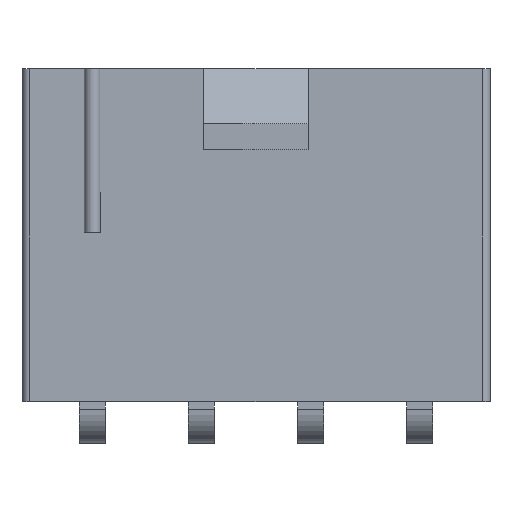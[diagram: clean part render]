
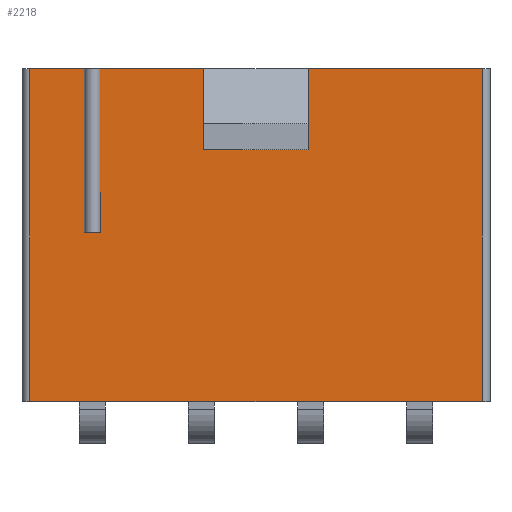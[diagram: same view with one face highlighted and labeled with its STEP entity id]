
A CAD part, top view. The second image highlights one B-rep face of the part: STEP entity #2218.
In plain terms, the highlighted planar face has unit normal (0, 0, 1).
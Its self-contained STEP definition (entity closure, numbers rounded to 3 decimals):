
#1831=CARTESIAN_POINT('',(8.7,13.9,5.8));
#1832=VERTEX_POINT('',#1831);
#1833=CARTESIAN_POINT('',(2.,13.9,5.8));
#1834=VERTEX_POINT('',#1833);
#1835=CARTESIAN_POINT('',(8.7,13.9,5.8));
#1836=DIRECTION('',(-1.0,0.0,0.0));
#1837=VECTOR('',#1836,6.7);
#1838=LINE('',#1835,#1837);
#1839=EDGE_CURVE('',#1832,#1834,#1838,.T.);
#1892=CARTESIAN_POINT('',(-8.7,13.9,5.8));
#1893=VERTEX_POINT('',#1892);
#1901=CARTESIAN_POINT('',(-6.6,13.9,5.8));
#1902=VERTEX_POINT('',#1901);
#1903=CARTESIAN_POINT('',(-6.6,13.9,5.8));
#1904=DIRECTION('',(-1.0,0.0,0.0));
#1905=VECTOR('',#1904,2.1);
#1906=LINE('',#1903,#1905);
#1907=EDGE_CURVE('',#1902,#1893,#1906,.T.);
#1909=CARTESIAN_POINT('',(-6.,13.9,5.8));
#1910=VERTEX_POINT('',#1909);
#1918=CARTESIAN_POINT('',(-2.,13.9,5.8));
#1919=VERTEX_POINT('',#1918);
#1920=CARTESIAN_POINT('',(-2.,13.9,5.8));
#1921=DIRECTION('',(-1.0,0.0,0.0));
#1922=VECTOR('',#1921,4.0);
#1923=LINE('',#1920,#1922);
#1924=EDGE_CURVE('',#1919,#1910,#1923,.T.);
#2132=CARTESIAN_POINT('',(2.,10.9,5.8));
#2133=VERTEX_POINT('',#2132);
#2140=CARTESIAN_POINT('',(2.,13.9,5.8));
#2141=DIRECTION('',(0.0,-1.0,0.0));
#2142=VECTOR('',#2141,3.0);
#2143=LINE('',#2140,#2142);
#2144=EDGE_CURVE('',#1834,#2133,#2143,.T.);
#2149=CARTESIAN_POINT('',(9.57,14.54,5.8));
#2150=DIRECTION('',(0.0,0.0,1.0));
#2151=DIRECTION('',(0.0,1.0,0.0));
#2152=AXIS2_PLACEMENT_3D('',#2149,#2150,#2151);
#2153=PLANE('',#2152);
#2154=CARTESIAN_POINT('',(-2.,10.9,5.8));
#2155=VERTEX_POINT('',#2154);
#2156=CARTESIAN_POINT('',(2.,10.9,5.8));
#2157=DIRECTION('',(-1.0,0.0,0.0));
#2158=VECTOR('',#2157,4.0);
#2159=LINE('',#2156,#2158);
#2160=EDGE_CURVE('',#2133,#2155,#2159,.T.);
#2161=ORIENTED_EDGE('',*,*,#2160,.T.);
#2162=CARTESIAN_POINT('',(-2.,13.9,5.8));
#2163=DIRECTION('',(0.0,-1.0,0.0));
#2164=VECTOR('',#2163,3.0);
#2165=LINE('',#2162,#2164);
#2166=EDGE_CURVE('',#1919,#2155,#2165,.T.);
#2167=ORIENTED_EDGE('',*,*,#2166,.F.);
#2168=ORIENTED_EDGE('',*,*,#1924,.T.);
#2169=CARTESIAN_POINT('',(-6.,7.6,5.8));
#2170=VERTEX_POINT('',#2169);
#2171=CARTESIAN_POINT('',(-6.,13.9,5.8));
#2172=DIRECTION('',(0.0,-1.0,0.0));
#2173=VECTOR('',#2172,6.3);
#2174=LINE('',#2171,#2173);
#2175=EDGE_CURVE('',#1910,#2170,#2174,.T.);
#2176=ORIENTED_EDGE('',*,*,#2175,.T.);
#2177=CARTESIAN_POINT('',(-6.6,7.6,5.8));
#2178=VERTEX_POINT('',#2177);
#2179=CARTESIAN_POINT('',(-6.6,7.6,5.8));
#2180=DIRECTION('',(1.0,0.0,0.0));
#2181=VECTOR('',#2180,0.6);
#2182=LINE('',#2179,#2181);
#2183=EDGE_CURVE('',#2178,#2170,#2182,.T.);
#2184=ORIENTED_EDGE('',*,*,#2183,.F.);
#2185=CARTESIAN_POINT('',(-6.6,13.9,5.8));
#2186=DIRECTION('',(0.0,-1.0,0.0));
#2187=VECTOR('',#2186,6.3);
#2188=LINE('',#2185,#2187);
#2189=EDGE_CURVE('',#1902,#2178,#2188,.T.);
#2190=ORIENTED_EDGE('',*,*,#2189,.F.);
#2191=ORIENTED_EDGE('',*,*,#1907,.T.);
#2192=CARTESIAN_POINT('',(-8.7,1.1,5.8));
#2193=VERTEX_POINT('',#2192);
#2194=CARTESIAN_POINT('',(-8.7,1.1,5.8));
#2195=DIRECTION('',(0.0,1.0,0.0));
#2196=VECTOR('',#2195,12.8);
#2197=LINE('',#2194,#2196);
#2198=EDGE_CURVE('',#2193,#1893,#2197,.T.);
#2199=ORIENTED_EDGE('',*,*,#2198,.F.);
#2200=CARTESIAN_POINT('',(8.7,1.1,5.8));
#2201=VERTEX_POINT('',#2200);
#2202=CARTESIAN_POINT('',(8.7,1.1,5.8));
#2203=DIRECTION('',(-1.0,0.0,0.0));
#2204=VECTOR('',#2203,17.4);
#2205=LINE('',#2202,#2204);
#2206=EDGE_CURVE('',#2201,#2193,#2205,.T.);
#2207=ORIENTED_EDGE('',*,*,#2206,.F.);
#2208=CARTESIAN_POINT('',(8.7,1.1,5.8));
#2209=DIRECTION('',(0.0,1.0,0.0));
#2210=VECTOR('',#2209,12.8);
#2211=LINE('',#2208,#2210);
#2212=EDGE_CURVE('',#2201,#1832,#2211,.T.);
#2213=ORIENTED_EDGE('',*,*,#2212,.T.);
#2214=ORIENTED_EDGE('',*,*,#1839,.T.);
#2215=ORIENTED_EDGE('',*,*,#2144,.T.);
#2216=EDGE_LOOP('',(#2161,#2167,#2168,#2176,#2184,#2190,#2191,#2199,#2207,#2213,#2214,#2215));
#2217=FACE_OUTER_BOUND('',#2216,.T.);
#2218=ADVANCED_FACE('',(#2217),#2153,.T.);
